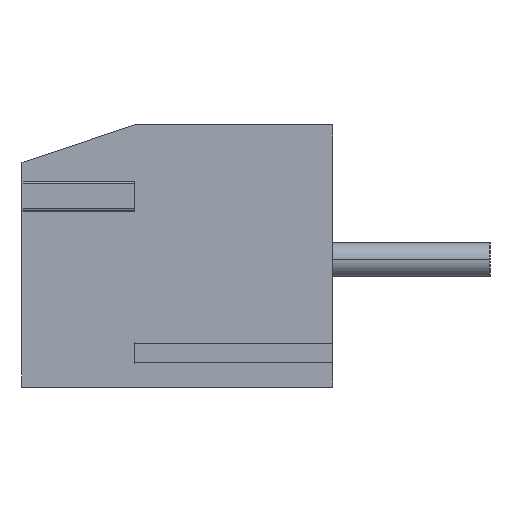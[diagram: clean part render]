
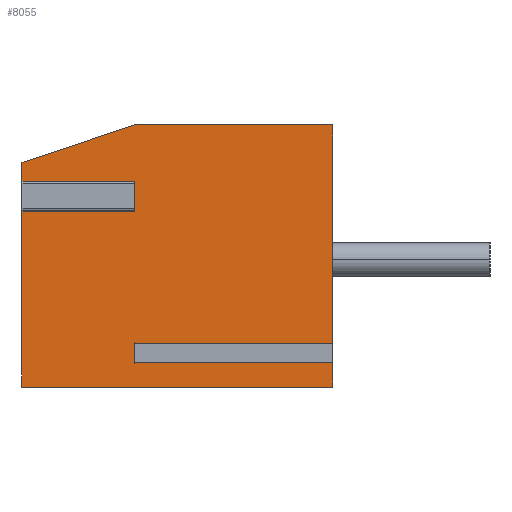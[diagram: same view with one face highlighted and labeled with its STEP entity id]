
A CAD part, left-side view. The second image highlights one B-rep face of the part: STEP entity #8055.
In plain terms, the highlighted planar face has unit normal (-1, 0, 0).
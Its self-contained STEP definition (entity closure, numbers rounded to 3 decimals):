
#134=DIRECTION('',(0.,0.,-1.));
#135=VECTOR('',#134,0.51);
#136=CARTESIAN_POINT('',(-17.5,3.3,-5.844));
#137=LINE('',#136,#135);
#138=DIRECTION('',(0.,1.,0.));
#139=VECTOR('',#138,5.3);
#140=CARTESIAN_POINT('',(-17.5,-2.,-6.354));
#141=LINE('',#140,#139);
#142=DIRECTION('',(0.,0.,-1.));
#143=VECTOR('',#142,0.646);
#144=CARTESIAN_POINT('',(-17.5,-2.,-6.354));
#145=LINE('',#144,#143);
#146=DIRECTION('',(0.,1.,0.));
#147=VECTOR('',#146,8.3);
#148=CARTESIAN_POINT('',(-17.5,-2.,-7.));
#149=LINE('',#148,#147);
#150=DIRECTION('',(0.,0.,1.));
#151=VECTOR('',#150,4.851);
#152=CARTESIAN_POINT('',(-17.5,6.3,-7.));
#153=LINE('',#152,#151);
#154=DIRECTION('',(0.,-1.,0.));
#155=VECTOR('',#154,3.);
#156=CARTESIAN_POINT('',(-17.5,6.3,-2.149));
#157=LINE('',#156,#155);
#158=DIRECTION('',(0.,0.,-1.));
#159=VECTOR('',#158,0.5);
#160=CARTESIAN_POINT('',(-17.5,3.3,-1.649));
#161=LINE('',#160,#159);
#162=DIRECTION('',(0.,-1.,0.));
#163=VECTOR('',#162,3.);
#164=CARTESIAN_POINT('',(-17.5,6.3,-1.649));
#165=LINE('',#164,#163);
#166=DIRECTION('',(0.,0.,1.));
#167=VECTOR('',#166,0.649);
#168=CARTESIAN_POINT('',(-17.5,6.3,-1.649));
#169=LINE('',#168,#167);
#170=DIRECTION('',(0.,-0.949,0.316));
#171=VECTOR('',#170,3.162);
#172=CARTESIAN_POINT('',(-17.5,6.3,-1.));
#173=LINE('',#172,#171);
#174=DIRECTION('',(0.,-1.,0.));
#175=VECTOR('',#174,5.3);
#176=CARTESIAN_POINT('',(-17.5,3.3,0.));
#177=LINE('',#176,#175);
#178=DIRECTION('',(0.,0.,-1.));
#179=VECTOR('',#178,5.844);
#180=CARTESIAN_POINT('',(-17.5,-2.,0.));
#181=LINE('',#180,#179);
#182=DIRECTION('',(0.,1.,0.));
#183=VECTOR('',#182,5.3);
#184=CARTESIAN_POINT('',(-17.5,-2.,-5.844));
#185=LINE('',#184,#183);
#6162=CARTESIAN_POINT('',(-17.5,-2.,-7.));
#6163=CARTESIAN_POINT('',(-17.5,6.3,-7.));
#6164=VERTEX_POINT('',#6162);
#6165=VERTEX_POINT('',#6163);
#6166=CARTESIAN_POINT('',(-17.5,6.3,-1.));
#6167=CARTESIAN_POINT('',(-17.5,3.3,0.));
#6168=VERTEX_POINT('',#6166);
#6169=VERTEX_POINT('',#6167);
#6170=CARTESIAN_POINT('',(-17.5,-2.,0.));
#6171=VERTEX_POINT('',#6170);
#6198=CARTESIAN_POINT('',(-17.5,6.3,-2.149));
#6199=CARTESIAN_POINT('',(-17.5,3.3,-2.149));
#6200=VERTEX_POINT('',#6198);
#6201=VERTEX_POINT('',#6199);
#6202=CARTESIAN_POINT('',(-17.5,6.3,-1.649));
#6203=VERTEX_POINT('',#6202);
#6204=CARTESIAN_POINT('',(-17.5,3.3,-1.649));
#6205=VERTEX_POINT('',#6204);
#6250=CARTESIAN_POINT('',(-17.5,3.3,-5.844));
#6251=CARTESIAN_POINT('',(-17.5,3.3,-6.354));
#6252=VERTEX_POINT('',#6250);
#6253=VERTEX_POINT('',#6251);
#6254=CARTESIAN_POINT('',(-17.5,-2.,-5.844));
#6255=VERTEX_POINT('',#6254);
#6256=CARTESIAN_POINT('',(-17.5,-2.,-6.354));
#6257=VERTEX_POINT('',#6256);
#8022=CARTESIAN_POINT('',(-17.5,0.,0.));
#8023=DIRECTION('',(1.,0.,0.));
#8024=DIRECTION('',(0.,0.,-1.));
#8025=AXIS2_PLACEMENT_3D('',#8022,#8023,#8024);
#8026=PLANE('',#8025);
#8028=ORIENTED_EDGE('',*,*,#8027,.T.);
#8030=ORIENTED_EDGE('',*,*,#8029,.F.);
#8032=ORIENTED_EDGE('',*,*,#8031,.T.);
#8034=ORIENTED_EDGE('',*,*,#8033,.T.);
#8036=ORIENTED_EDGE('',*,*,#8035,.T.);
#8038=ORIENTED_EDGE('',*,*,#8037,.T.);
#8040=ORIENTED_EDGE('',*,*,#8039,.F.);
#8042=ORIENTED_EDGE('',*,*,#8041,.F.);
#8044=ORIENTED_EDGE('',*,*,#8043,.T.);
#8046=ORIENTED_EDGE('',*,*,#8045,.T.);
#8048=ORIENTED_EDGE('',*,*,#8047,.T.);
#8050=ORIENTED_EDGE('',*,*,#8049,.T.);
#8052=ORIENTED_EDGE('',*,*,#8051,.T.);
#8053=EDGE_LOOP('',(#8028,#8030,#8032,#8034,#8036,#8038,#8040,#8042,#8044,#8046,
#8048,#8050,#8052));
#8054=FACE_OUTER_BOUND('',#8053,.F.);
#8027=EDGE_CURVE('',#6252,#6253,#137,.T.);
#8029=EDGE_CURVE('',#6257,#6253,#141,.T.);
#8031=EDGE_CURVE('',#6257,#6164,#145,.T.);
#8033=EDGE_CURVE('',#6164,#6165,#149,.T.);
#8035=EDGE_CURVE('',#6165,#6200,#153,.T.);
#8037=EDGE_CURVE('',#6200,#6201,#157,.T.);
#8039=EDGE_CURVE('',#6205,#6201,#161,.T.);
#8041=EDGE_CURVE('',#6203,#6205,#165,.T.);
#8043=EDGE_CURVE('',#6203,#6168,#169,.T.);
#8045=EDGE_CURVE('',#6168,#6169,#173,.T.);
#8047=EDGE_CURVE('',#6169,#6171,#177,.T.);
#8049=EDGE_CURVE('',#6171,#6255,#181,.T.);
#8051=EDGE_CURVE('',#6255,#6252,#185,.T.);
#8055=ADVANCED_FACE('',(#8054),#8026,.F.);
